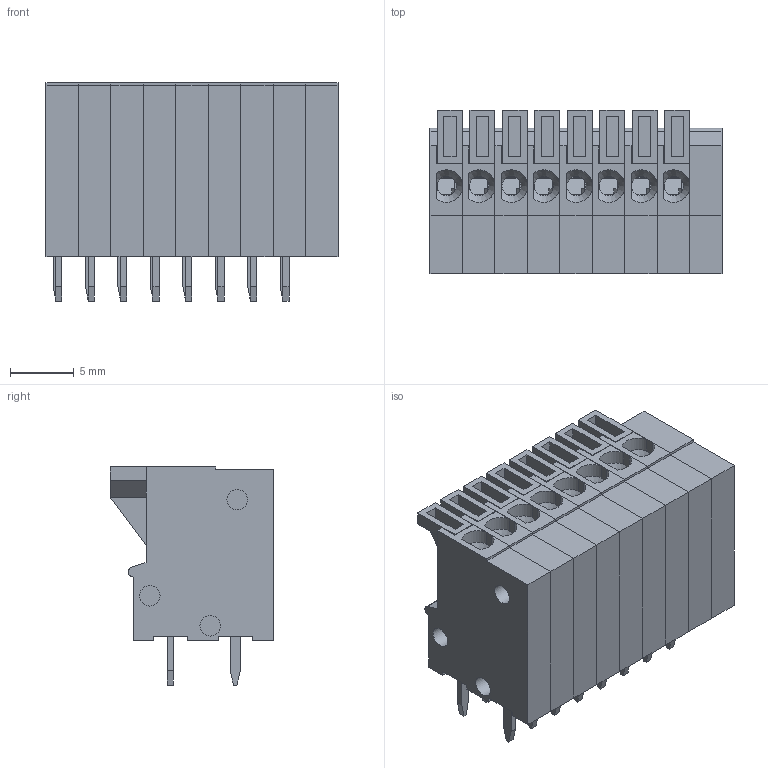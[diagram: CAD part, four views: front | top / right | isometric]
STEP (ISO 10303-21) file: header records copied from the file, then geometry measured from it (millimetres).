
FILE_DESCRIPTION( ( 'Unknown' ), '1' );
FILE_NAME( '691403900008B.stp', 'Unknown', ( 'Unknown' ), ( 'Unknown' ), 'PSStep 18.0.17', 'Unknown', ' ' );
FILE_SCHEMA( ( 'AUTOMOTIVE_DESIGN { 1 0 10303 214 1 1 1 1 }' ) );
Length unit declared in the file: millimetre
Products named in the file (7): 6914039000xx_MODULE; 6914039000xx; 6914039000xx_PIN; 6914039000xx_LEVIER; 6914039000xx_LAME; Assem1; 6914039000xx_CAPOT
Assembly tree (13 placements, depth 3):
  Assem1
    6914039000xx_CAPOT
    6914039000xx_MODULE  x8
      6914039000xx
      6914039000xx_PIN
      6914039000xx_LEVIER
      6914039000xx_LAME
Bounding box: 22.86 x 12.8 x 17.1 mm (x, y, z)
Volume: 2044.9 mm3; surface area: 7951.9 mm2
Topology: 33 solids, 33 shells, 1696 faces, 4726 edges, 3140 vertices
Faces by surface type: plane 1369, cylinder 319, cone 8
Full cylindrical faces by diameter (mm): 1.6 x51, 2.36 x8
Entity records: 9887 total; most frequent: CARTESIAN_POINT 1415, ORIENTED_EDGE 1330, DIRECTION 1275, EDGE_CURVE 665, LINE 563, VECTOR 563, VERTEX_POINT 448, AXIS2_PLACEMENT_3D 356
